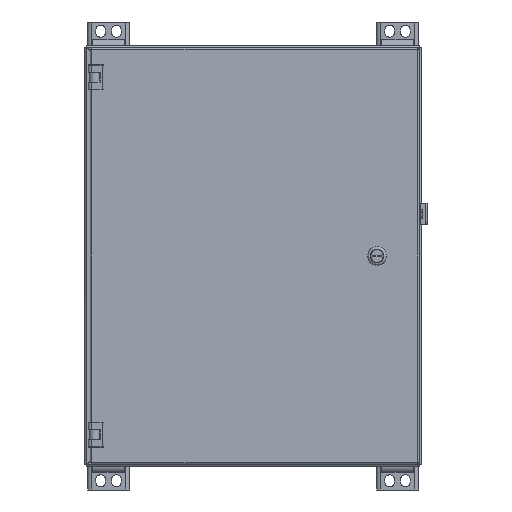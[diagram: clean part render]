
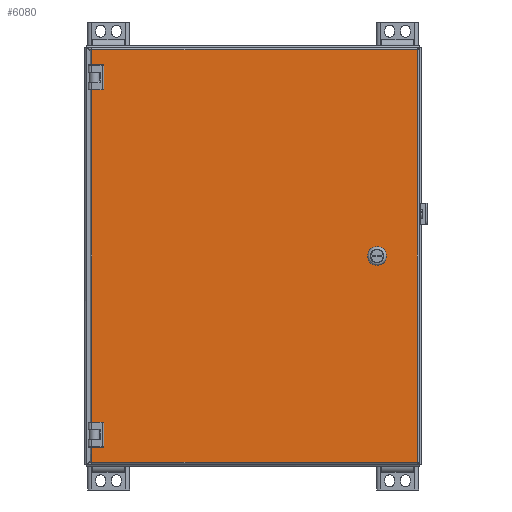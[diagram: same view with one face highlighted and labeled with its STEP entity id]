
A CAD part, front view. The second image highlights one B-rep face of the part: STEP entity #6080.
In plain terms, the highlighted planar face has unit normal (0, -1, 0).
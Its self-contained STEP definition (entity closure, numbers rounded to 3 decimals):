
#6080 = ADVANCED_FACE( '', ( #12952, #12953 ), #12954, .T. );
#12952 = FACE_BOUND( '', #38172, .T. );
#12953 = FACE_OUTER_BOUND( '', #38173, .T. );
#12954 = PLANE( '', #38174 );
#38172 = EDGE_LOOP( '', ( #69434, #69435, #69436, #69437 ) );
#38173 = EDGE_LOOP( '', ( #69438, #69439, #69440, #69441, #69442, #69443, #69444, #69445, #69446, #69447, #69448, #69449 ) );
#38174 = AXIS2_PLACEMENT_3D( '', #69450, #69451, #69452 );
#69434 = ORIENTED_EDGE( '', *, *, #85922, .F. );
#69435 = ORIENTED_EDGE( '', *, *, #87424, .F. );
#69436 = ORIENTED_EDGE( '', *, *, #87131, .F. );
#69437 = ORIENTED_EDGE( '', *, *, #87425, .F. );
#69438 = ORIENTED_EDGE( '', *, *, #87018, .F. );
#69439 = ORIENTED_EDGE( '', *, *, #87426, .F. );
#69440 = ORIENTED_EDGE( '', *, *, #83104, .F. );
#69441 = ORIENTED_EDGE( '', *, *, #87427, .F. );
#69442 = ORIENTED_EDGE( '', *, *, #87428, .F. );
#69443 = ORIENTED_EDGE( '', *, *, #86182, .F. );
#69444 = ORIENTED_EDGE( '', *, *, #87429, .F. );
#69445 = ORIENTED_EDGE( '', *, *, #82573, .T. );
#69446 = ORIENTED_EDGE( '', *, *, #87430, .F. );
#69447 = ORIENTED_EDGE( '', *, *, #82565, .F. );
#69448 = ORIENTED_EDGE( '', *, *, #85835, .F. );
#69449 = ORIENTED_EDGE( '', *, *, #87431, .F. );
#69450 = CARTESIAN_POINT( '', ( 0., 0., 0. ) );
#69451 = DIRECTION( '', ( 0., -1., 0. ) );
#69452 = DIRECTION( '', ( 0., 0., -1. ) );
#82565 = EDGE_CURVE( '', #91197, #91199, #91200, .T. );
#82573 = EDGE_CURVE( '', #91211, #90725, #91212, .T. );
#83104 = EDGE_CURVE( '', #92144, #92146, #92147, .T. );
#85835 = EDGE_CURVE( '', #96604, #91197, #96606, .T. );
#85922 = EDGE_CURVE( '', #96742, #96744, #96745, .T. );
#86182 = EDGE_CURVE( '', #95030, #90981, #97115, .T. );
#87018 = EDGE_CURVE( '', #98279, #98281, #98282, .T. );
#87131 = EDGE_CURVE( '', #98439, #98441, #98442, .T. );
#87424 = EDGE_CURVE( '', #98441, #96742, #98828, .T. );
#87425 = EDGE_CURVE( '', #96744, #98439, #98829, .T. );
#87426 = EDGE_CURVE( '', #92146, #98279, #98830, .T. );
#87427 = EDGE_CURVE( '', #98831, #92144, #98832, .T. );
#87428 = EDGE_CURVE( '', #90981, #98831, #98833, .T. );
#87429 = EDGE_CURVE( '', #91211, #95030, #98834, .T. );
#87430 = EDGE_CURVE( '', #91199, #90725, #98835, .T. );
#87431 = EDGE_CURVE( '', #98281, #96604, #98836, .T. );
#90725 = VERTEX_POINT( '', #104146 );
#90981 = VERTEX_POINT( '', #104740 );
#91197 = VERTEX_POINT( '', #105347 );
#91199 = VERTEX_POINT( '', #105350 );
#91200 = LINE( '', #105351, #105352 );
#91211 = VERTEX_POINT( '', #105389 );
#91212 = LINE( '', #105390, #105391 );
#92144 = VERTEX_POINT( '', #107473 );
#92146 = VERTEX_POINT( '', #107476 );
#92147 = LINE( '', #107477, #107478 );
#95030 = VERTEX_POINT( '', #114986 );
#96604 = VERTEX_POINT( '', #119128 );
#96606 = LINE( '', #119131, #119132 );
#96742 = VERTEX_POINT( '', #119428 );
#96744 = VERTEX_POINT( '', #119431 );
#96745 = CIRCLE( '', #119432, 9.716 );
#97115 = LINE( '', #120492, #120493 );
#98279 = VERTEX_POINT( '', #123483 );
#98281 = VERTEX_POINT( '', #123485 );
#98282 = LINE( '', #123486, #123487 );
#98439 = VERTEX_POINT( '', #123968 );
#98441 = VERTEX_POINT( '', #123971 );
#98442 = CIRCLE( '', #123972, 9.716 );
#98828 = LINE( '', #124865, #124866 );
#98829 = LINE( '', #124867, #124868 );
#98830 = LINE( '', #124869, #124870 );
#98831 = VERTEX_POINT( '', #124871 );
#98832 = LINE( '', #124872, #124873 );
#98833 = LINE( '', #124874, #124875 );
#98834 = LINE( '', #124876, #124877 );
#98835 = LINE( '', #124878, #124879 );
#98836 = LINE( '', #124880, #124881 );
#104146 = CARTESIAN_POINT( '', ( -196.498, 0., 249.282 ) );
#104740 = CARTESIAN_POINT( '', ( -196.498, 0., -249.282 ) );
#105347 = CARTESIAN_POINT( '', ( -184.331, 0., 226.212 ) );
#105350 = CARTESIAN_POINT( '', ( -196.498, 0., 226.212 ) );
#105351 = CARTESIAN_POINT( '', ( 0., 0., 226.212 ) );
#105352 = VECTOR( '', #132776, 1000. );
#105389 = CARTESIAN_POINT( '', ( 196.498, 0., 249.282 ) );
#105390 = CARTESIAN_POINT( '', ( -196.498, 0., 249.282 ) );
#105391 = VECTOR( '', #132782, 1000. );
#107473 = CARTESIAN_POINT( '', ( -184.331, 0., -226.212 ) );
#107476 = CARTESIAN_POINT( '', ( -184.331, 0., -205.588 ) );
#107477 = CARTESIAN_POINT( '', ( -184.331, 0., 0. ) );
#107478 = VECTOR( '', #133193, 1000. );
#114986 = CARTESIAN_POINT( '', ( 196.498, 0., -249.282 ) );
#119128 = CARTESIAN_POINT( '', ( -184.331, 0., 205.588 ) );
#119131 = CARTESIAN_POINT( '', ( -184.331, 0., 431.8 ) );
#119132 = VECTOR( '', #134973, 1000. );
#119428 = CARTESIAN_POINT( '', ( 156.162, 0., 5.322 ) );
#119431 = CARTESIAN_POINT( '', ( 139.906, 0., 5.322 ) );
#119432 = AXIS2_PLACEMENT_3D( '', #135053, #135054, #135055 );
#120492 = CARTESIAN_POINT( '', ( 196.498, 0., -249.282 ) );
#120493 = VECTOR( '', #135209, 1000. );
#123483 = CARTESIAN_POINT( '', ( -196.498, 0., -205.588 ) );
#123485 = CARTESIAN_POINT( '', ( -196.498, 0., 205.588 ) );
#123486 = CARTESIAN_POINT( '', ( -196.498, 0., -249.282 ) );
#123487 = VECTOR( '', #135761, 1000. );
#123968 = CARTESIAN_POINT( '', ( 139.906, 0., -5.322 ) );
#123971 = CARTESIAN_POINT( '', ( 156.162, 0., -5.322 ) );
#123972 = AXIS2_PLACEMENT_3D( '', #135845, #135846, #135847 );
#124865 = CARTESIAN_POINT( '', ( 156.162, 0., 5.322 ) );
#124866 = VECTOR( '', #136021, 1000. );
#124867 = CARTESIAN_POINT( '', ( 139.906, 0., 5.322 ) );
#124868 = VECTOR( '', #136022, 1000. );
#124869 = CARTESIAN_POINT( '', ( 0., 0., -205.588 ) );
#124870 = VECTOR( '', #136023, 1000. );
#124871 = CARTESIAN_POINT( '', ( -196.498, 0., -226.212 ) );
#124872 = CARTESIAN_POINT( '', ( 0., 0., -226.212 ) );
#124873 = VECTOR( '', #136024, 1000. );
#124874 = CARTESIAN_POINT( '', ( -196.498, 0., -249.282 ) );
#124875 = VECTOR( '', #136025, 1000. );
#124876 = CARTESIAN_POINT( '', ( 196.498, 0., 249.282 ) );
#124877 = VECTOR( '', #136026, 1000. );
#124878 = CARTESIAN_POINT( '', ( -196.498, 0., -249.282 ) );
#124879 = VECTOR( '', #136027, 1000. );
#124880 = CARTESIAN_POINT( '', ( 0., 0., 205.588 ) );
#124881 = VECTOR( '', #136028, 1000. );
#132776 = DIRECTION( '', ( -1., 0., 0. ) );
#132782 = DIRECTION( '', ( -1., 0., 0. ) );
#133193 = DIRECTION( '', ( 0., 0., 1. ) );
#134973 = DIRECTION( '', ( 0., 0., 1. ) );
#135053 = CARTESIAN_POINT( '', ( 148.034, 0., 0. ) );
#135054 = DIRECTION( '', ( 0., -1., 0. ) );
#135055 = DIRECTION( '', ( 1., 0., 0. ) );
#135209 = DIRECTION( '', ( -1., 0., 0. ) );
#135761 = DIRECTION( '', ( 0., 0., 1. ) );
#135845 = CARTESIAN_POINT( '', ( 148.034, 0., 0. ) );
#135846 = DIRECTION( '', ( 0., -1., 0. ) );
#135847 = DIRECTION( '', ( 1., 0., 0. ) );
#136021 = DIRECTION( '', ( 0., 0., 1. ) );
#136022 = DIRECTION( '', ( 0., 0., -1. ) );
#136023 = DIRECTION( '', ( -1., 0., 0. ) );
#136024 = DIRECTION( '', ( 1., 0., 0. ) );
#136025 = DIRECTION( '', ( 0., 0., 1. ) );
#136026 = DIRECTION( '', ( 0., 0., -1. ) );
#136027 = DIRECTION( '', ( 0., 0., 1. ) );
#136028 = DIRECTION( '', ( 1., 0., 0. ) );
